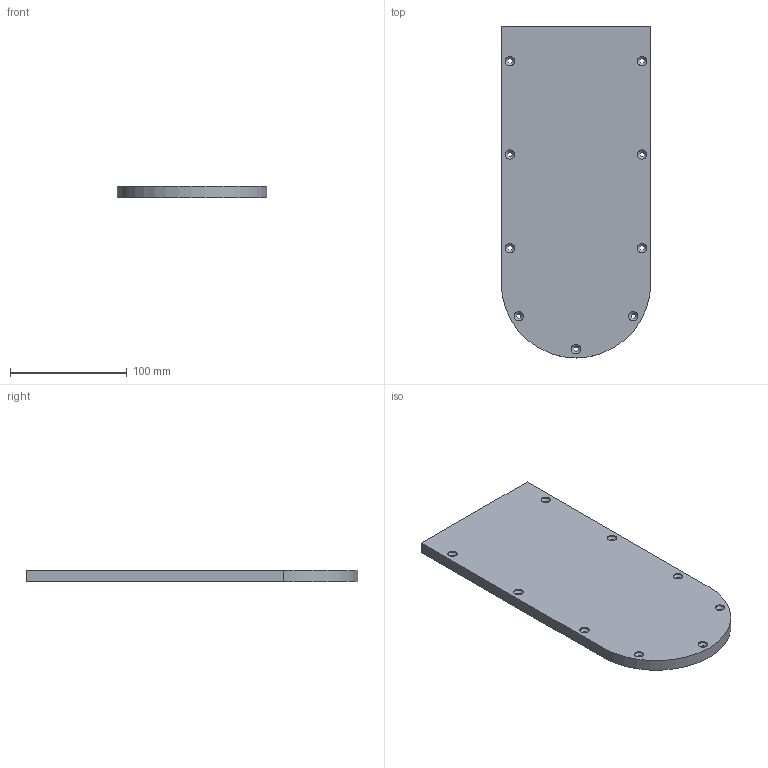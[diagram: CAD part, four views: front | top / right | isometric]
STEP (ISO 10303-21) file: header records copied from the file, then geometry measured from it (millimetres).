
FILE_DESCRIPTION(/* description */ (''),/* implementation_level */ '2;1');
FILE_NAME(/* name */ 'Front Panel v2.step',/* time_stamp */ '2023-04-04T22:18:31+02:00',/* author */ (''),/* organization */ (''),/* preprocessor_version */ 'ST-DEVELOPER v19.2',/* originating_system */ 'Autodesk Translation Framework v11.17.0.187',/* authorisation */ '');
FILE_SCHEMA (('AUTOMOTIVE_DESIGN { 1 0 10303 214 3 1 1 }'));
Length unit declared in the file: millimetre
Products named in the file (1): Front Panel
Bounding box: 128 x 284 x 10 mm (x, y, z)
Volume: 344168 mm3; surface area: 77810.8 mm2
Topology: 1 solids, 1 shells, 33 faces, 75 edges, 44 vertices
Faces by surface type: cylinder 19, cone 9, plane 5
Full cylindrical faces by diameter (mm): 4 x9, 8 x9
Entity records: 999 total; most frequent: DIRECTION 181, CARTESIAN_POINT 153, ORIENTED_EDGE 150, EDGE_CURVE 75, AXIS2_PLACEMENT_3D 72, EDGE_LOOP 51, VERTEX_POINT 44, CIRCLE 38
